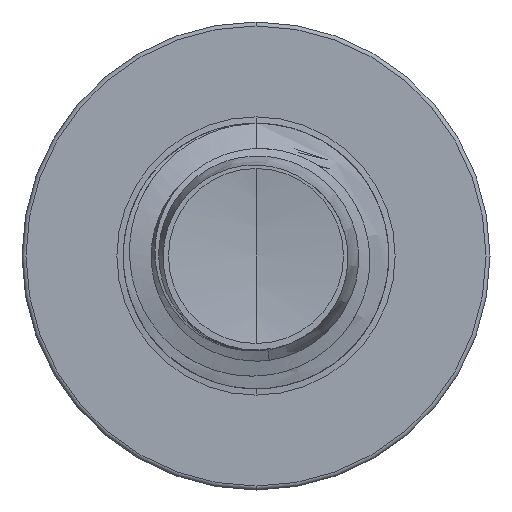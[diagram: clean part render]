
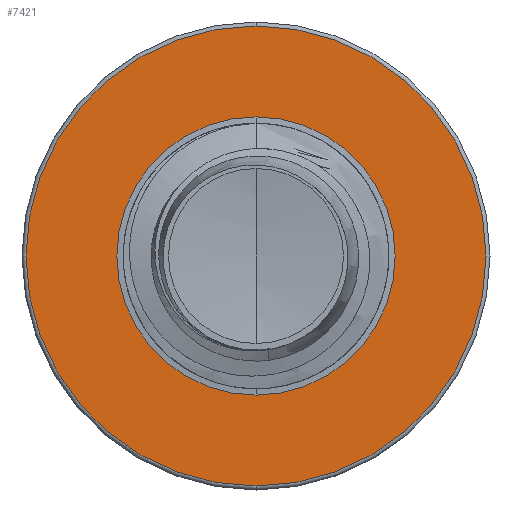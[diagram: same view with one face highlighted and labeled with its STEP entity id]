
A CAD part, front view. The second image highlights one B-rep face of the part: STEP entity #7421.
In plain terms, the highlighted planar face has unit normal (0, -1, 0).
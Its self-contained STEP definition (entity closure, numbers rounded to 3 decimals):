
#387 = CARTESIAN_POINT ( 'NONE',  ( 0., 30., -4.192 ) ) ;
#419 = PLANE ( 'NONE',  #13274 ) ;
#607 = CIRCLE ( 'NONE', #4423, 6.93 ) ;
#2050 = DIRECTION ( 'NONE',  ( 0., 0., 1. ) ) ;
#2087 = CARTESIAN_POINT ( 'NONE',  ( 0., 30., -6.93 ) ) ;
#4163 = EDGE_LOOP ( 'NONE', ( #9684, #14101 ) ) ;
#4423 = AXIS2_PLACEMENT_3D ( 'NONE', #36334, #19334, #2050 ) ;
#6579 = VERTEX_POINT ( 'NONE', #2087 ) ;
#7421 = ADVANCED_FACE ( 'NONE', ( #19362, #15953 ), #419, .F. ) ;
#8273 = DIRECTION ( 'NONE',  ( 0., 1., 0. ) ) ;
#9684 = ORIENTED_EDGE ( 'NONE', *, *, #22754, .F. ) ;
#9687 = DIRECTION ( 'NONE',  ( 0., 1., 0. ) ) ;
#9974 = DIRECTION ( 'NONE',  ( 0., 1., 0. ) ) ;
#13274 = AXIS2_PLACEMENT_3D ( 'NONE', #387, #8273, #23894 ) ;
#14101 = ORIENTED_EDGE ( 'NONE', *, *, #29266, .F. ) ;
#15250 = ORIENTED_EDGE ( 'NONE', *, *, #29217, .T. ) ;
#15561 = AXIS2_PLACEMENT_3D ( 'NONE', #15767, #35654, #18626 ) ;
#15767 = CARTESIAN_POINT ( 'NONE',  ( 0., 30., 0. ) ) ;
#15953 = FACE_BOUND ( 'NONE', #34143, .T. ) ;
#16590 = VERTEX_POINT ( 'NONE', #25278 ) ;
#16993 = VERTEX_POINT ( 'NONE', #23159 ) ;
#17507 = ORIENTED_EDGE ( 'NONE', *, *, #31295, .T. ) ;
#18626 = DIRECTION ( 'NONE',  ( 0., 0., 1. ) ) ;
#19334 = DIRECTION ( 'NONE',  ( 0., 1., 0. ) ) ;
#19362 = FACE_OUTER_BOUND ( 'NONE', #4163, .T. ) ;
#20500 = CARTESIAN_POINT ( 'NONE',  ( 0., 30., 4.192 ) ) ;
#21135 = CIRCLE ( 'NONE', #23970, 4.192 ) ;
#22754 = EDGE_CURVE ( 'NONE', #16993, #6579, #607, .T. ) ;
#23159 = CARTESIAN_POINT ( 'NONE',  ( 0., 30., 6.93 ) ) ;
#23378 = CIRCLE ( 'NONE', #36492, 4.192 ) ;
#23894 = DIRECTION ( 'NONE',  ( 0., 0., 1. ) ) ;
#23970 = AXIS2_PLACEMENT_3D ( 'NONE', #27177, #9974, #30040 ) ;
#25278 = CARTESIAN_POINT ( 'NONE',  ( 0., 30., -4.192 ) ) ;
#26888 = CARTESIAN_POINT ( 'NONE',  ( 0., 30., 0. ) ) ;
#27177 = CARTESIAN_POINT ( 'NONE',  ( 0., 30., 0. ) ) ;
#29217 = EDGE_CURVE ( 'NONE', #36429, #16590, #21135, .T. ) ;
#29266 = EDGE_CURVE ( 'NONE', #6579, #16993, #36177, .T. ) ;
#29753 = DIRECTION ( 'NONE',  ( 0., 0., 1. ) ) ;
#30040 = DIRECTION ( 'NONE',  ( 0., 0., 1. ) ) ;
#31295 = EDGE_CURVE ( 'NONE', #16590, #36429, #23378, .T. ) ;
#34143 = EDGE_LOOP ( 'NONE', ( #15250, #17507 ) ) ;
#35654 = DIRECTION ( 'NONE',  ( 0., 1., 0. ) ) ;
#36177 = CIRCLE ( 'NONE', #15561, 6.93 ) ;
#36334 = CARTESIAN_POINT ( 'NONE',  ( 0., 30., 0. ) ) ;
#36429 = VERTEX_POINT ( 'NONE', #20500 ) ;
#36492 = AXIS2_PLACEMENT_3D ( 'NONE', #26888, #9687, #29753 ) ;
